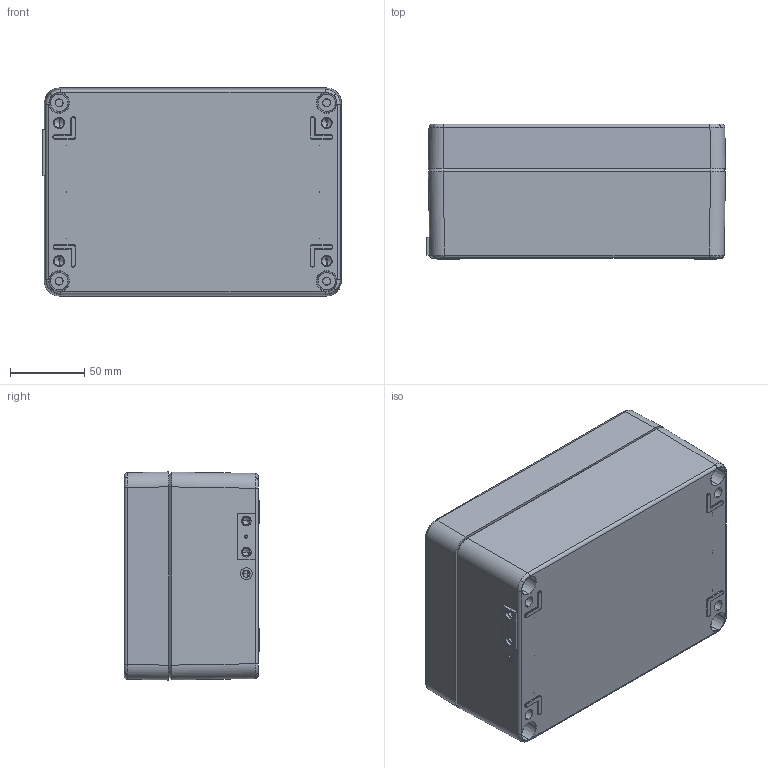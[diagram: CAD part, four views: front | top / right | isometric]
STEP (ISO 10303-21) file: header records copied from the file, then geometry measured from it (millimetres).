
FILE_DESCRIPTION (( 'STEP AP214' ), '1' );
FILE_NAME ('25142009.STEP', '2012-06-14T06:27:21', ( ' ' ), ( '' ), 'SwSTEP 2.0', 'SolidWorks 2011', '' );
FILE_SCHEMA (( 'AUTOMOTIVE_DESIGN' ));
Length unit declared in the file: millimetre
Products named in the file (10): 92441; 83171; 95947; 92081; 01142009_Ex Ausführung; 82014; 93136; 02159; 01159_Bearbeitung nach ZngNr.: 01-2-011580-02-0; 25142009
Assembly tree (12 placements, depth 3):
  25142009
    92081
    95947
    83171
    92441
    01142009_Ex Ausführung
      93136  x4
      01159_Bearbeitung nach ZngNr.: 01-2-011580-02-0
      82014
      02159
Bounding box: 201.23 x 91 x 140 mm (x, y, z)
Volume: 590888.3 mm3; surface area: 249298.8 mm2
Topology: 11 solids, 11 shells, 939 faces, 2182 edges, 1276 vertices
Faces by surface type: plane 255, cylinder 248, bspline 181, cone 152, torus 103
Entity records: 32323 total; most frequent: CARTESIAN_POINT 13993, ORIENTED_EDGE 3844, DIRECTION 3641, EDGE_CURVE 1922, AXIS2_PLACEMENT_3D 1426, VERTEX_POINT 1126, EDGE_LOOP 922, FACE_OUTER_BOUND 846
